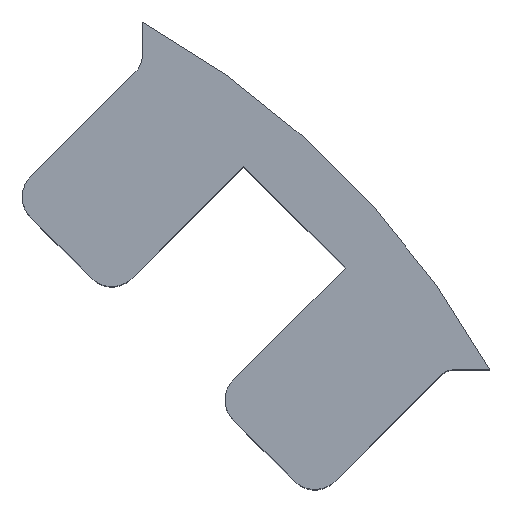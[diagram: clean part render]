
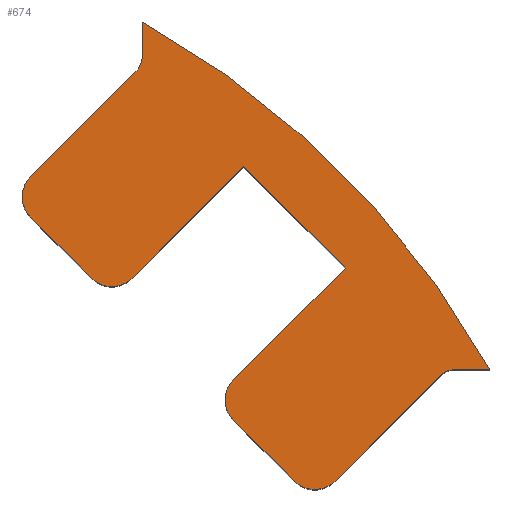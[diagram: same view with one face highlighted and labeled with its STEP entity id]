
A CAD part, top view. The second image highlights one B-rep face of the part: STEP entity #674.
In plain terms, the highlighted planar face has unit normal (0, 0, 1).
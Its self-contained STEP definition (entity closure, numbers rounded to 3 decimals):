
#120=CARTESIAN_POINT('Vertex',(54.61,30.397,12.)) ;
#134=CARTESIAN_POINT('Vertex',(30.397,54.61,12.)) ;
#137=CARTESIAN_POINT('Axis2P3D Location',(0.,0.,12.)) ;
#158=CARTESIAN_POINT('Vertex',(44.539,37.468,12.)) ;
#163=CARTESIAN_POINT('Line Origine',(41.004,41.004,12.)) ;
#167=CARTESIAN_POINT('Vertex',(37.468,44.539,12.)) ;
#246=CARTESIAN_POINT('Line Origine',(30.397,53.421,12.)) ;
#250=CARTESIAN_POINT('Vertex',(30.397,52.232,12.)) ;
#281=CARTESIAN_POINT('Vertex',(29.958,51.171,12.)) ;
#286=CARTESIAN_POINT('Axis2P3D Location',(28.897,52.232,12.)) ;
#315=CARTESIAN_POINT('Line Origine',(53.421,30.397,12.)) ;
#319=CARTESIAN_POINT('Vertex',(52.232,30.397,12.)) ;
#339=CARTESIAN_POINT('Axis2P3D Location',(52.232,28.897,12.)) ;
#343=CARTESIAN_POINT('Vertex',(51.171,29.958,12.)) ;
#377=CARTESIAN_POINT('Line Origine',(33.579,40.65,12.)) ;
#381=CARTESIAN_POINT('Vertex',(29.69,36.761,12.)) ;
#405=CARTESIAN_POINT('Axis2P3D Location',(28.276,38.175,12.)) ;
#409=CARTESIAN_POINT('Vertex',(26.861,36.761,12.)) ;
#440=CARTESIAN_POINT('Vertex',(36.761,29.69,12.)) ;
#445=CARTESIAN_POINT('Line Origine',(40.65,33.579,12.)) ;
#482=CARTESIAN_POINT('Vertex',(36.761,26.861,12.)) ;
#485=CARTESIAN_POINT('Axis2P3D Location',(38.175,28.276,12.)) ;
#508=CARTESIAN_POINT('Vertex',(43.832,22.619,12.)) ;
#516=CARTESIAN_POINT('Line Origine',(47.501,26.288,12.)) ;
#537=CARTESIAN_POINT('Line Origine',(38.882,24.74,12.)) ;
#541=CARTESIAN_POINT('Vertex',(41.004,22.619,12.)) ;
#568=CARTESIAN_POINT('Axis2P3D Location',(42.418,24.033,12.)) ;
#590=CARTESIAN_POINT('Line Origine',(26.288,47.501,12.)) ;
#594=CARTESIAN_POINT('Vertex',(22.619,43.832,12.)) ;
#627=CARTESIAN_POINT('Line Origine',(24.74,38.882,12.)) ;
#631=CARTESIAN_POINT('Vertex',(22.619,41.004,12.)) ;
#646=CARTESIAN_POINT('Axis2P3D Location',(0.,0.,12.)) ;
#651=CARTESIAN_POINT('Axis2P3D Location',(24.033,42.418,12.)) ;
#138=DIRECTION('Axis2P3D Direction',(0.,0.,1.)) ;
#164=DIRECTION('Vector Direction',(0.707,-0.707,0.)) ;
#247=DIRECTION('Vector Direction',(0.,-1.,0.)) ;
#287=DIRECTION('Axis2P3D Direction',(0.,0.,1.)) ;
#316=DIRECTION('Vector Direction',(1.,0.,0.)) ;
#340=DIRECTION('Axis2P3D Direction',(0.,0.,-1.)) ;
#378=DIRECTION('Vector Direction',(-0.707,-0.707,0.)) ;
#406=DIRECTION('Axis2P3D Direction',(0.,0.,1.)) ;
#446=DIRECTION('Vector Direction',(-0.707,-0.707,0.)) ;
#486=DIRECTION('Axis2P3D Direction',(0.,0.,1.)) ;
#517=DIRECTION('Vector Direction',(-0.707,-0.707,0.)) ;
#538=DIRECTION('Vector Direction',(0.707,-0.707,0.)) ;
#569=DIRECTION('Axis2P3D Direction',(0.,0.,1.)) ;
#591=DIRECTION('Vector Direction',(-0.707,-0.707,0.)) ;
#628=DIRECTION('Vector Direction',(0.707,-0.707,0.)) ;
#647=DIRECTION('Axis2P3D Direction',(0.,0.,1.)) ;
#648=DIRECTION('Axis2P3D XDirection',(1.,0.,0.)) ;
#652=DIRECTION('Axis2P3D Direction',(0.,0.,1.)) ;
#139=AXIS2_PLACEMENT_3D('Circle Axis2P3D',#137,#138,$) ;
#288=AXIS2_PLACEMENT_3D('Circle Axis2P3D',#286,#287,$) ;
#341=AXIS2_PLACEMENT_3D('Circle Axis2P3D',#339,#340,$) ;
#407=AXIS2_PLACEMENT_3D('Circle Axis2P3D',#405,#406,$) ;
#487=AXIS2_PLACEMENT_3D('Circle Axis2P3D',#485,#486,$) ;
#570=AXIS2_PLACEMENT_3D('Circle Axis2P3D',#568,#569,$) ;
#649=AXIS2_PLACEMENT_3D('Plane Axis2P3D',#646,#647,#648) ;
#653=AXIS2_PLACEMENT_3D('Circle Axis2P3D',#651,#652,$) ;
#657=ORIENTED_EDGE('',*,*,#633,.F.) ;
#658=ORIENTED_EDGE('',*,*,#411,.F.) ;
#659=ORIENTED_EDGE('',*,*,#383,.F.) ;
#660=ORIENTED_EDGE('',*,*,#169,.T.) ;
#661=ORIENTED_EDGE('',*,*,#449,.T.) ;
#662=ORIENTED_EDGE('',*,*,#489,.F.) ;
#663=ORIENTED_EDGE('',*,*,#543,.F.) ;
#664=ORIENTED_EDGE('',*,*,#572,.F.) ;
#665=ORIENTED_EDGE('',*,*,#520,.F.) ;
#666=ORIENTED_EDGE('',*,*,#345,.T.) ;
#667=ORIENTED_EDGE('',*,*,#321,.T.) ;
#668=ORIENTED_EDGE('',*,*,#141,.T.) ;
#669=ORIENTED_EDGE('',*,*,#252,.T.) ;
#670=ORIENTED_EDGE('',*,*,#290,.T.) ;
#671=ORIENTED_EDGE('',*,*,#596,.T.) ;
#672=ORIENTED_EDGE('',*,*,#655,.F.) ;
#165=VECTOR('Line Direction',#164,1.) ;
#248=VECTOR('Line Direction',#247,1.) ;
#317=VECTOR('Line Direction',#316,1.) ;
#379=VECTOR('Line Direction',#378,1.) ;
#447=VECTOR('Line Direction',#446,1.) ;
#518=VECTOR('Line Direction',#517,1.) ;
#539=VECTOR('Line Direction',#538,1.) ;
#592=VECTOR('Line Direction',#591,1.) ;
#629=VECTOR('Line Direction',#628,1.) ;
#674=ADVANCED_FACE('Corps principal',(#673),#650,.T.) ;
#140=CIRCLE('generated circle',#139,62.5) ;
#289=CIRCLE('generated circle',#288,1.5) ;
#342=CIRCLE('generated circle',#341,1.5) ;
#408=CIRCLE('generated circle',#407,2.) ;
#488=CIRCLE('generated circle',#487,2.) ;
#571=CIRCLE('generated circle',#570,2.) ;
#654=CIRCLE('generated circle',#653,2.) ;
#141=EDGE_CURVE('',#121,#135,#140,.T.) ;
#169=EDGE_CURVE('',#168,#159,#166,.T.) ;
#252=EDGE_CURVE('',#135,#251,#249,.T.) ;
#290=EDGE_CURVE('',#251,#282,#289,.F.) ;
#321=EDGE_CURVE('',#320,#121,#318,.T.) ;
#345=EDGE_CURVE('',#344,#320,#342,.T.) ;
#383=EDGE_CURVE('',#168,#382,#380,.T.) ;
#411=EDGE_CURVE('',#382,#410,#408,.F.) ;
#449=EDGE_CURVE('',#159,#441,#448,.T.) ;
#489=EDGE_CURVE('',#483,#441,#488,.F.) ;
#520=EDGE_CURVE('',#344,#509,#519,.T.) ;
#543=EDGE_CURVE('',#542,#483,#540,.F.) ;
#572=EDGE_CURVE('',#509,#542,#571,.F.) ;
#596=EDGE_CURVE('',#282,#595,#593,.T.) ;
#633=EDGE_CURVE('',#410,#632,#630,.F.) ;
#655=EDGE_CURVE('',#632,#595,#654,.F.) ;
#656=EDGE_LOOP('',(#657,#658,#659,#660,#661,#662,#663,#664,#665,#666,#667,#668,#669,#670,#671,#672)) ;
#673=FACE_OUTER_BOUND('',#656,.T.) ;
#166=LINE('Line',#163,#165) ;
#249=LINE('Line',#246,#248) ;
#318=LINE('Line',#315,#317) ;
#380=LINE('Line',#377,#379) ;
#448=LINE('Line',#445,#447) ;
#519=LINE('Line',#516,#518) ;
#540=LINE('Line',#537,#539) ;
#593=LINE('Line',#590,#592) ;
#630=LINE('Line',#627,#629) ;
#650=PLANE('Plane',#649) ;
#121=VERTEX_POINT('',#120) ;
#135=VERTEX_POINT('',#134) ;
#159=VERTEX_POINT('',#158) ;
#168=VERTEX_POINT('',#167) ;
#251=VERTEX_POINT('',#250) ;
#282=VERTEX_POINT('',#281) ;
#320=VERTEX_POINT('',#319) ;
#344=VERTEX_POINT('',#343) ;
#382=VERTEX_POINT('',#381) ;
#410=VERTEX_POINT('',#409) ;
#441=VERTEX_POINT('',#440) ;
#483=VERTEX_POINT('',#482) ;
#509=VERTEX_POINT('',#508) ;
#542=VERTEX_POINT('',#541) ;
#595=VERTEX_POINT('',#594) ;
#632=VERTEX_POINT('',#631) ;
